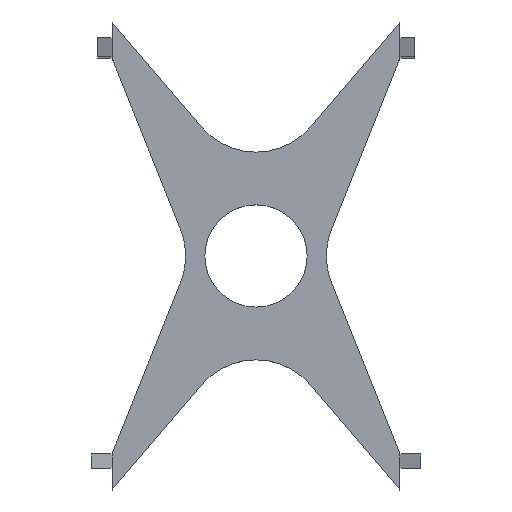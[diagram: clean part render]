
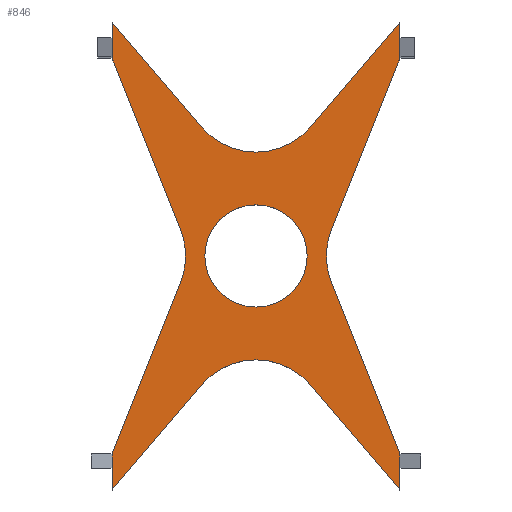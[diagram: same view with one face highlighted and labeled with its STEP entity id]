
A CAD part, top view. The second image highlights one B-rep face of the part: STEP entity #846.
In plain terms, the highlighted planar face has unit normal (0, 0, 1).
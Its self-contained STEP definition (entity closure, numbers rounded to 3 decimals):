
#15=FACE_BOUND('',#116,.T.);
#18=CIRCLE('',#882,10.);
#20=CIRCLE('',#886,10.);
#22=CIRCLE('',#890,10.);
#24=CIRCLE('',#894,10.);
#25=CIRCLE('',#913,7.1);
#71=FACE_OUTER_BOUND('',#115,.T.);
#115=EDGE_LOOP('',(#718,#719,#720,#721,#722,#723,#724,#725,#726,#727,#728,
#729,#730,#731,#732,#733));
#116=EDGE_LOOP('',(#734));
#165=LINE('',#1232,#273);
#172=LINE('',#1251,#280);
#177=LINE('',#1266,#285);
#183=LINE('',#1282,#291);
#190=LINE('',#1297,#298);
#194=LINE('',#1305,#302);
#203=LINE('',#1321,#311);
#205=LINE('',#1325,#313);
#209=LINE('',#1331,#317);
#211=LINE('',#1335,#319);
#225=LINE('',#1363,#333);
#226=LINE('',#1364,#334);
#273=VECTOR('',#1002,10.);
#280=VECTOR('',#1017,10.);
#285=VECTOR('',#1030,10.);
#291=VECTOR('',#1044,10.);
#298=VECTOR('',#1055,10.);
#302=VECTOR('',#1061,10.);
#311=VECTOR('',#1074,10.);
#313=VECTOR('',#1078,10.);
#317=VECTOR('',#1084,10.);
#319=VECTOR('',#1088,10.);
#333=VECTOR('',#1120,10.);
#334=VECTOR('',#1121,10.);
#366=VERTEX_POINT('',#1222);
#367=VERTEX_POINT('',#1224);
#369=VERTEX_POINT('',#1230);
#372=VERTEX_POINT('',#1237);
#373=VERTEX_POINT('',#1239);
#377=VERTEX_POINT('',#1249);
#380=VERTEX_POINT('',#1256);
#381=VERTEX_POINT('',#1258);
#383=VERTEX_POINT('',#1264);
#386=VERTEX_POINT('',#1271);
#387=VERTEX_POINT('',#1273);
#389=VERTEX_POINT('',#1280);
#395=VERTEX_POINT('',#1295);
#398=VERTEX_POINT('',#1304);
#404=VERTEX_POINT('',#1324);
#406=VERTEX_POINT('',#1333);
#412=VERTEX_POINT('',#1365);
#455=EDGE_CURVE('',#366,#367,#18,.T.);
#459=EDGE_CURVE('',#366,#369,#165,.T.);
#462=EDGE_CURVE('',#372,#373,#20,.T.);
#468=EDGE_CURVE('',#372,#377,#172,.T.);
#471=EDGE_CURVE('',#380,#381,#22,.T.);
#475=EDGE_CURVE('',#380,#383,#177,.T.);
#478=EDGE_CURVE('',#386,#387,#24,.T.);
#483=EDGE_CURVE('',#386,#389,#183,.T.);
#490=EDGE_CURVE('',#369,#395,#190,.T.);
#494=EDGE_CURVE('',#398,#367,#194,.T.);
#503=EDGE_CURVE('',#377,#398,#203,.T.);
#505=EDGE_CURVE('',#404,#381,#205,.T.);
#509=EDGE_CURVE('',#389,#404,#209,.T.);
#511=EDGE_CURVE('',#383,#406,#211,.T.);
#525=EDGE_CURVE('',#395,#387,#225,.T.);
#526=EDGE_CURVE('',#406,#373,#226,.T.);
#527=EDGE_CURVE('',#412,#412,#25,.T.);
#718=ORIENTED_EDGE('',*,*,#490,.T.);
#719=ORIENTED_EDGE('',*,*,#525,.T.);
#720=ORIENTED_EDGE('',*,*,#478,.F.);
#721=ORIENTED_EDGE('',*,*,#483,.T.);
#722=ORIENTED_EDGE('',*,*,#509,.T.);
#723=ORIENTED_EDGE('',*,*,#505,.T.);
#724=ORIENTED_EDGE('',*,*,#471,.F.);
#725=ORIENTED_EDGE('',*,*,#475,.T.);
#726=ORIENTED_EDGE('',*,*,#511,.T.);
#727=ORIENTED_EDGE('',*,*,#526,.T.);
#728=ORIENTED_EDGE('',*,*,#462,.F.);
#729=ORIENTED_EDGE('',*,*,#468,.T.);
#730=ORIENTED_EDGE('',*,*,#503,.T.);
#731=ORIENTED_EDGE('',*,*,#494,.T.);
#732=ORIENTED_EDGE('',*,*,#455,.F.);
#733=ORIENTED_EDGE('',*,*,#459,.T.);
#734=ORIENTED_EDGE('',*,*,#527,.T.);
#803=PLANE('',#912);
#846=ADVANCED_FACE('',(#71,#15),#803,.T.);
#882=AXIS2_PLACEMENT_3D('',#1225,#995,#996);
#886=AXIS2_PLACEMENT_3D('',#1240,#1008,#1009);
#890=AXIS2_PLACEMENT_3D('',#1259,#1023,#1024);
#894=AXIS2_PLACEMENT_3D('',#1274,#1036,#1037);
#912=AXIS2_PLACEMENT_3D('',#1362,#1118,#1119);
#913=AXIS2_PLACEMENT_3D('',#1366,#1122,#1123);
#995=DIRECTION('center_axis',(0.,0.,1.));
#996=DIRECTION('ref_axis',(0.,1.,0.));
#1002=DIRECTION('',(0.648,-0.762,0.));
#1008=DIRECTION('center_axis',(0.,0.,1.));
#1009=DIRECTION('ref_axis',(1.,0.,0.));
#1017=DIRECTION('',(-0.371,-0.928,0.));
#1023=DIRECTION('center_axis',(0.,0.,1.));
#1024=DIRECTION('ref_axis',(0.,-1.,0.));
#1030=DIRECTION('',(-0.648,0.762,0.));
#1036=DIRECTION('center_axis',(0.,0.,1.));
#1037=DIRECTION('ref_axis',(-1.,0.,0.));
#1044=DIRECTION('',(0.371,0.928,0.));
#1055=DIRECTION('',(0.,1.,0.));
#1061=DIRECTION('',(0.648,0.762,0.));
#1074=DIRECTION('',(0.,-1.,0.));
#1078=DIRECTION('',(-0.648,-0.762,0.));
#1084=DIRECTION('',(0.,1.,0.));
#1088=DIRECTION('',(0.,-1.,0.));
#1118=DIRECTION('center_axis',(0.,0.,1.));
#1119=DIRECTION('ref_axis',(1.,0.,0.));
#1120=DIRECTION('',(-0.371,0.928,0.));
#1121=DIRECTION('',(0.371,-0.928,0.));
#1122=DIRECTION('center_axis',(0.,0.,-1.));
#1123=DIRECTION('ref_axis',(1.,0.,0.));
#1222=CARTESIAN_POINT('',(27.615,14.552,5.));
#1224=CARTESIAN_POINT('',(12.385,14.552,5.));
#1225=CARTESIAN_POINT('Origin',(20.,8.071,5.));
#1230=CARTESIAN_POINT('',(40.,0.,5.));
#1232=CARTESIAN_POINT('',(40.,0.,5.));
#1237=CARTESIAN_POINT('',(9.514,28.786,5.));
#1239=CARTESIAN_POINT('',(9.514,36.214,5.));
#1240=CARTESIAN_POINT('Origin',(0.23,32.5,5.));
#1249=CARTESIAN_POINT('',(0.,5.,5.));
#1251=CARTESIAN_POINT('',(11.,32.5,5.));
#1256=CARTESIAN_POINT('',(12.385,50.448,5.));
#1258=CARTESIAN_POINT('',(27.615,50.448,5.));
#1259=CARTESIAN_POINT('Origin',(20.,56.929,5.));
#1264=CARTESIAN_POINT('',(0.,65.,5.));
#1266=CARTESIAN_POINT('',(20.,41.5,5.));
#1271=CARTESIAN_POINT('',(30.486,36.214,5.));
#1273=CARTESIAN_POINT('',(30.486,28.786,5.));
#1274=CARTESIAN_POINT('Origin',(39.77,32.5,5.));
#1280=CARTESIAN_POINT('',(40.,60.,5.));
#1282=CARTESIAN_POINT('',(29.,32.5,5.));
#1295=CARTESIAN_POINT('',(40.,5.,5.));
#1297=CARTESIAN_POINT('',(40.,48.75,5.));
#1304=CARTESIAN_POINT('',(0.,0.,5.));
#1305=CARTESIAN_POINT('',(0.,0.,5.));
#1321=CARTESIAN_POINT('',(0.,48.75,5.));
#1324=CARTESIAN_POINT('',(40.,65.,5.));
#1325=CARTESIAN_POINT('',(40.,65.,5.));
#1331=CARTESIAN_POINT('',(40.,48.75,5.));
#1333=CARTESIAN_POINT('',(0.,60.,5.));
#1335=CARTESIAN_POINT('',(0.,48.75,5.));
#1362=CARTESIAN_POINT('Origin',(20.,32.5,5.));
#1363=CARTESIAN_POINT('',(40.,5.,5.));
#1364=CARTESIAN_POINT('',(0.,60.,5.));
#1365=CARTESIAN_POINT('',(12.9,32.5,5.));
#1366=CARTESIAN_POINT('Origin',(20.,32.5,5.));
